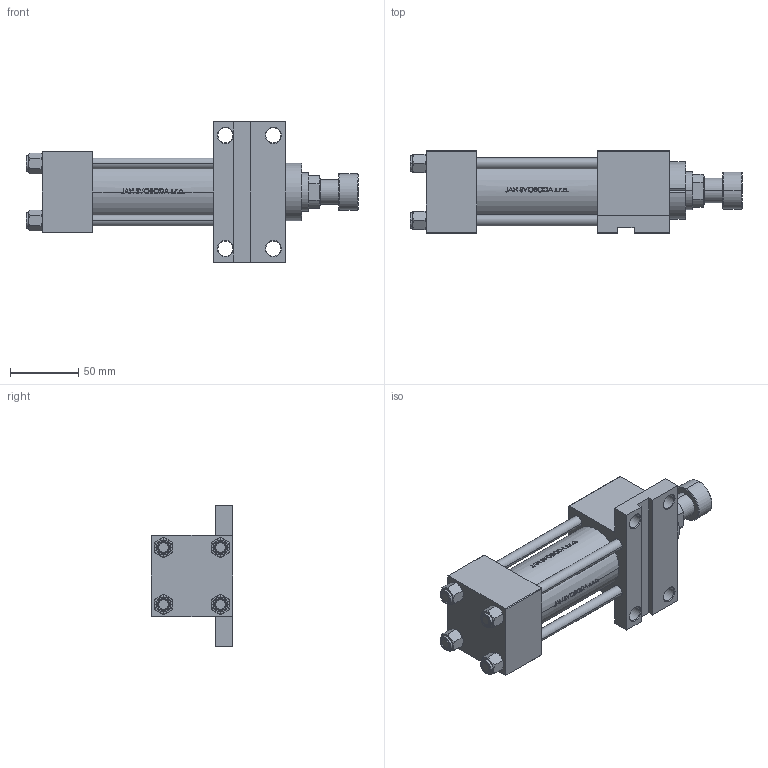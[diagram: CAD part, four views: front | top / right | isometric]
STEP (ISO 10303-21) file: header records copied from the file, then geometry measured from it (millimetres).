
FILE_DESCRIPTION (( 'STEP AP203' ), '1' );
FILE_NAME ('8cf7.STEP', '2023-01-17T17:01:18', ( '' ), ( '' ), 'SwSTEP 2.0', 'SolidWorks 2019', '' );
FILE_SCHEMA (( 'CONFIG_CONTROL_DESIGN' ));
Length unit declared in the file: millimetre
Products named in the file (7): V215CR_F_TYCINKA 9b8c3cfc6faa1401e287475d4957cf7a; 8cf7; V215CR_ROD_END_F 9b8c3cfc6faa1401e287475d4957cf7a; V215CR_F_Body 9b8c3cfc6faa1401e287475d4957cf7a; NUT_M5_F 9b8c3cfc6faa1401e287475d4957cf7a; V215CR_VCP_F 9b8c3cfc6faa1401e287475d4957cf7a; V215_VC_A 9b8c3cfc6faa1401e287475d4957cf7a
Assembly tree (12 placements, depth 2):
  8cf7
    V215CR_F_Body 9b8c3cfc6faa1401e287475d4957cf7a
    V215CR_VCP_F 9b8c3cfc6faa1401e287475d4957cf7a
    V215CR_F_TYCINKA 9b8c3cfc6faa1401e287475d4957cf7a  x4
    NUT_M5_F 9b8c3cfc6faa1401e287475d4957cf7a  x4
    V215_VC_A 9b8c3cfc6faa1401e287475d4957cf7a
    V215CR_ROD_END_F 9b8c3cfc6faa1401e287475d4957cf7a
Bounding box: 243 x 60 x 103 mm (x, y, z)
Volume: 492819.3 mm3; surface area: 135033.5 mm2
Topology: 12 solids, 12 shells, 1138 faces, 2900 edges, 1876 vertices
Faces by surface type: plane 443, bspline 380, cone 154, cylinder 149, torus 12
Entity records: 49346 total; most frequent: CARTESIAN_POINT 26311, ORIENTED_EDGE 5292, DIRECTION 3327, EDGE_CURVE 2646, VERTEX_POINT 1732, LINE 1331, VECTOR 1331, EDGE_LOOP 1128
